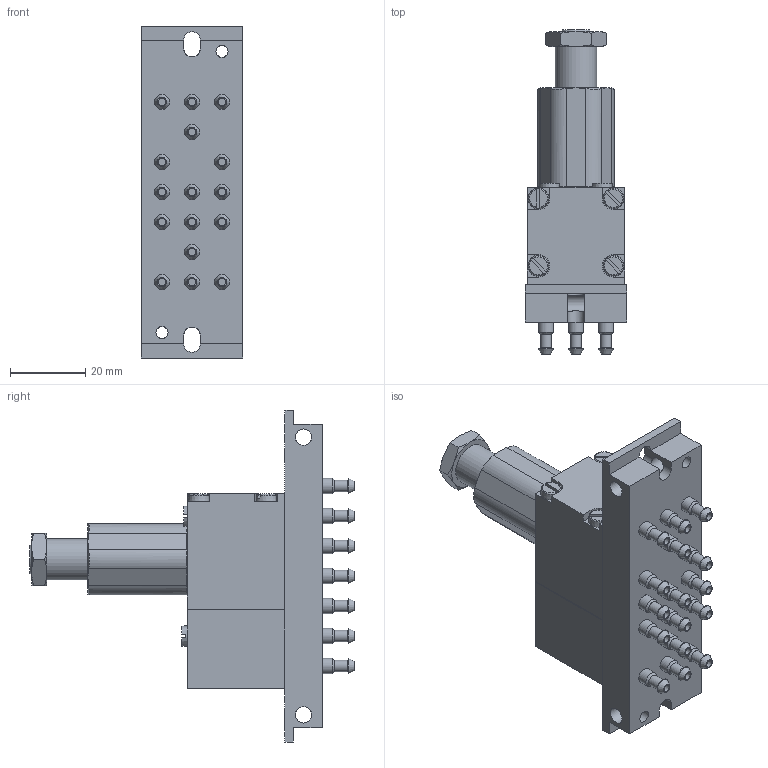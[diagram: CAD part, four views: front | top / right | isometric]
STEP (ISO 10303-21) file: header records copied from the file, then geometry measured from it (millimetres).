
FILE_DESCRIPTION(/* description */ ('STEP AP214'),/* implementation_level */ '2;1');
FILE_NAME(/* name */ '9270_VD-3-PK-3',/* time_stamp */ '2024-09-13T05:20:07+02:00',/* author */ ('License CC BY-ND 4.0'),/* organization */ ('CADENAS'),/* preprocessor_version */ 'ST-DEVELOPER v19.3',/* originating_system */ 'PARTsolutions',/* authorisation */ ' ');
FILE_SCHEMA (('AUTOMOTIVE_DESIGN {1 0 10303 214 3 1 1}'));
Length unit declared in the file: millimetre
Products named in the file (1): 9270 VD-3-PK-3---(0)
Bounding box: 27 x 86.5 x 88.5 mm (x, y, z)
Volume: 66817.9 mm3; surface area: 17369.8 mm2
Topology: 1 solids, 1 shells, 349 faces, 756 edges, 473 vertices
Faces by surface type: plane 163, cylinder 96, cone 66, torus 24
Full cylindrical faces by diameter (mm): 2 x16, 2.459 x2, 3 x16, 3.242 x4, 3.6 x2, 4.04 x32, 4.4 x2, 5.9 x2, 6 x3, 11 x1
Entity records: 11308 total; most frequent: CARTESIAN_POINT 1788, DIRECTION 1492, ORIENTED_EDGE 1194, AXIS2_PLACEMENT_3D 643, EDGE_CURVE 597, FACE_BOUND 580, EDGE_LOOP 578, VERTEX_POINT 461
